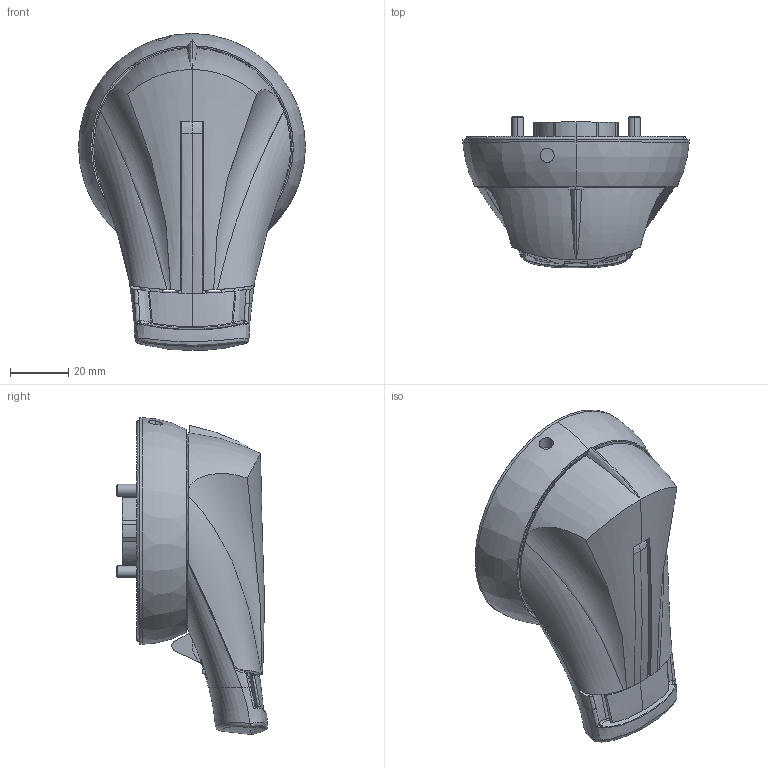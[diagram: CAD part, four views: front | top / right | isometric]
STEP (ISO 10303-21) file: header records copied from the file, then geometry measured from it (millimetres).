
FILE_DESCRIPTION (( 'STEP AP214' ), '1' );
FILE_NAME ('141D2115.step', '2016-05-09T12:10:20', ( '' ), ( '' ), 'SwSTEP 2.0', 'SolidWorks 2015', '' );
FILE_SCHEMA (( 'AUTOMOTIVE_DESIGN' ));
Length unit declared in the file: inch
Products named in the file (1): 141D2115
Bounding box: 77.98 x 51.94 x 108.9 mm (x, y, z)
Volume: 126515.7 mm3; surface area: 51388.3 mm2
Topology: 8 solids, 8 shells, 1516 faces, 4122 edges, 2734 vertices
Faces by surface type: plane 810, cylinder 548, bspline 112, cone 44, torus 2
Entity records: 159764 total; most frequent: CARTESIAN_POINT 123476, ORIENTED_EDGE 8240, DIRECTION 5218, EDGE_CURVE 4120, VERTEX_POINT 2734, VECTOR 2002, LINE 2002, B_SPLINE_CURVE_WITH_KNOTS 1911
